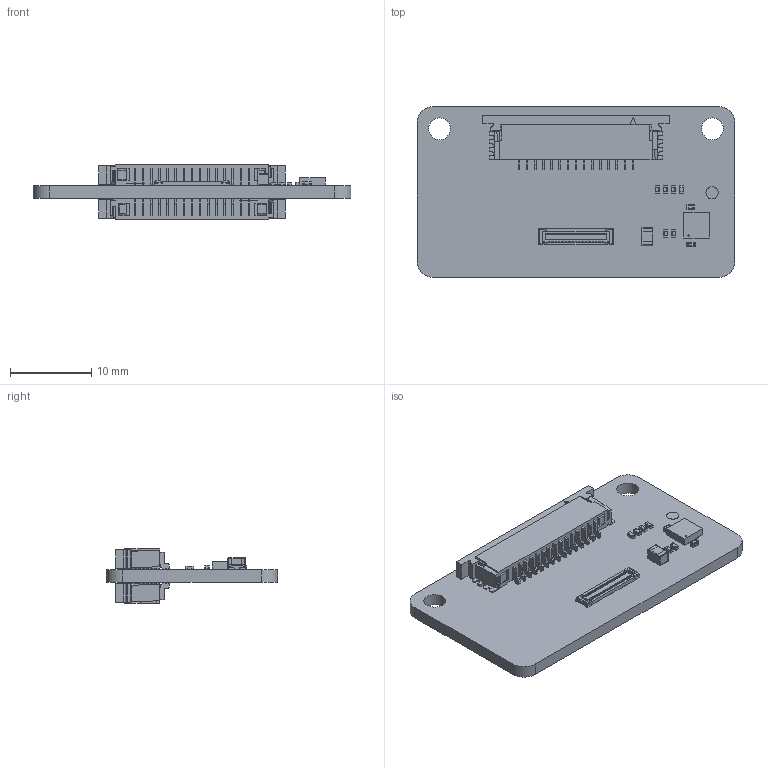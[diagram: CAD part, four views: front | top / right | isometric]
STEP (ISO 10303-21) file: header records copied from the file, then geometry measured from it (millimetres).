
FILE_DESCRIPTION(('Open CASCADE Model'),'2;1');
FILE_NAME('Open CASCADE Shape Model','2023-07-04T18:41:07',('Author'),( 'Open CASCADE'),'Open CASCADE STEP processor 6.8','Open CASCADE 6.8' ,'Unknown');
FILE_SCHEMA(('AUTOMOTIVE_DESIGN { 1 0 10303 214 1 1 1 1 }'));
Length unit declared in the file: millimetre
Products named in the file (27): PCB; Board; Open CASCADE STEP translator 6.8 1.1.1; J3; c-1-84952-5-a-3d; J2; R6; RESC1005X40L; R5; TP2; 7771935536; Cylinder; U1; LGA-16_3x3x1mm_STM; C3; CAPC1005X55N; C2; C1; CAPC2013X145N; R4; R1; R3; R2; J1; MOLEX_5046184012; Open CASCADE STEP translator 6.8 1.15.1.1; Open CASCADE STEP translator 6.8 1.15.1.2
Assembly tree (33 placements, depth 4):
  PCB
    Board
      Open CASCADE STEP translator 6.8 1.1.1
    J3
      c-1-84952-5-a-3d
    J2
      c-1-84952-5-a-3d
    R6
      RESC1005X40L
    R5
      RESC1005X40L
    TP2
      7771935536
        Cylinder
    U1
      LGA-16_3x3x1mm_STM
    C3
      CAPC1005X55N
    C2
      CAPC1005X55N
    C1
      CAPC2013X145N
    R4
      RESC1005X40L
    R1
      RESC1005X40L
    R3
      RESC1005X40L
    R2
      RESC1005X40L
    J1
      MOLEX_5046184012
        Open CASCADE STEP translator 6.8 1.15.1.1
        Open CASCADE STEP translator 6.8 1.15.1.2
Bounding box: 39 x 21 x 6.68 mm (x, y, z)
Volume: 1714.3 mm3; surface area: 3305.3 mm2
Topology: 38 solids, 38 shells, 2717 faces, 7378 edges, 4956 vertices
Faces by surface type: plane 1793, cylinder 838, sphere 68, bspline 18
Full cylindrical faces by diameter (mm): 0.157 x1, 1.5 x1, 2.7 x2
Entity records: 54317 total; most frequent: CARTESIAN_POINT 9726, DIRECTION 8849, ORIENTED_EDGE 8712, EDGE_CURVE 4356, LINE 3609, VECTOR 3609, VERTEX_POINT 2848, AXIS2_PLACEMENT_3D 2620
